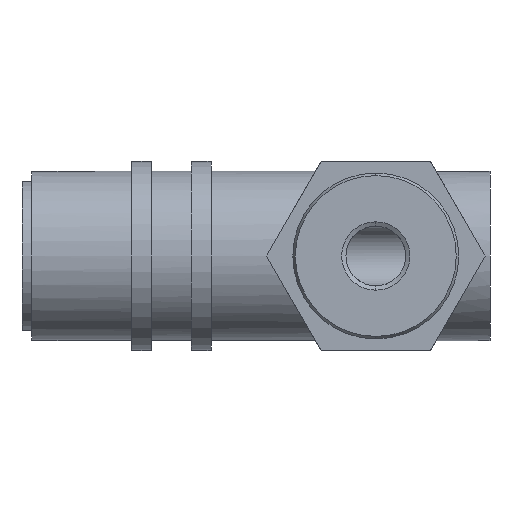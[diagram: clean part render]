
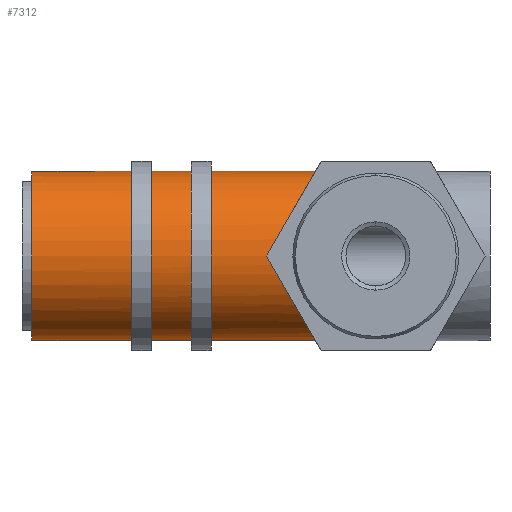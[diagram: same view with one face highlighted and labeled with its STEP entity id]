
A CAD part, front view. The second image highlights one B-rep face of the part: STEP entity #7312.
In plain terms, the highlighted cylindrical face has radius 8.5 mm (diameter 17 mm), a partial arc.
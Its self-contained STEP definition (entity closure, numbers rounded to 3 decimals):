
#10 = CIRCLE ( 'NONE', #1144, 8.5 ) ;
#176 = VERTEX_POINT ( 'NONE', #3225 ) ;
#250 = EDGE_CURVE ( 'NONE', #8509, #5181, #6849, .T. ) ;
#740 = CARTESIAN_POINT ( 'NONE',  ( 1., 0., 8.5 ) ) ;
#921 = DIRECTION ( 'NONE',  ( -1., 0., 0. ) ) ;
#923 = EDGE_CURVE ( 'NONE', #176, #8509, #5445, .T. ) ;
#1144 = AXIS2_PLACEMENT_3D ( 'NONE', #8310, #921, #2287 ) ;
#1380 = ORIENTED_EDGE ( 'NONE', *, *, #250, .T. ) ;
#1398 = VERTEX_POINT ( 'NONE', #6127 ) ;
#1406 = EDGE_CURVE ( 'NONE', #7962, #176, #7233, .T. ) ;
#1632 = FACE_OUTER_BOUND ( 'NONE', #6369, .T. ) ;
#1763 = CARTESIAN_POINT ( 'NONE',  ( 0., 0., 0. ) ) ;
#1805 = DIRECTION ( 'NONE',  ( -1., 0., 0. ) ) ;
#2287 = DIRECTION ( 'NONE',  ( 0., 0., 1. ) ) ;
#2354 = ORIENTED_EDGE ( 'NONE', *, *, #923, .T. ) ;
#2425 = CYLINDRICAL_SURFACE ( 'NONE', #7523, 8.5 ) ;
#2778 = CARTESIAN_POINT ( 'NONE',  ( 29.468, -4.979, -8.5 ) ) ;
#3015 = ORIENTED_EDGE ( 'NONE', *, *, #5096, .F. ) ;
#3049 = CARTESIAN_POINT ( 'NONE',  ( 29.468, 0., -8.5 ) ) ;
#3128 = CARTESIAN_POINT ( 'NONE',  ( 29.468, 0., 8.5 ) ) ;
#3225 = CARTESIAN_POINT ( 'NONE',  ( 24.561, -8.5, 0. ) ) ;
#3244 = CARTESIAN_POINT ( 'NONE',  ( 29.468, -4.979, 8.5 ) ) ;
#3494 = CARTESIAN_POINT ( 'NONE',  ( 0., 0., 8.5 ) ) ;
#3781 = DIRECTION ( 'NONE',  ( 0., 0., 1. ) ) ;
#4585 = CARTESIAN_POINT ( 'NONE',  ( 24.561, -8.5, 0. ) ) ;
#4711 = CARTESIAN_POINT ( 'NONE',  ( 29.468, 0., -8.5 ) ) ;
#5096 = EDGE_CURVE ( 'NONE', #1398, #5181, #10, .T. ) ;
#5103 = CARTESIAN_POINT ( 'NONE',  ( 29.468, 0., 8.5 ) ) ;
#5181 = VERTEX_POINT ( 'NONE', #740 ) ;
#5202 = CARTESIAN_POINT ( 'NONE',  ( 27.435, -8.5, 4.979 ) ) ;
#5445 =( BOUNDED_CURVE ( )  B_SPLINE_CURVE ( 3, ( #5825, #5202, #3244, #3128 ),
 .UNSPECIFIED., .F., .T. ) 
 B_SPLINE_CURVE_WITH_KNOTS ( ( 4, 4 ),
 ( 1.571, 3.142 ),
 .UNSPECIFIED. ) 
 CURVE ( )  GEOMETRIC_REPRESENTATION_ITEM ( )  RATIONAL_B_SPLINE_CURVE ( ( 1., 0.805, 0.805, 1. ) ) 
 REPRESENTATION_ITEM ( '' )  );
#5471 = CARTESIAN_POINT ( 'NONE',  ( 27.435, -8.5, -4.979 ) ) ;
#5550 = VECTOR ( 'NONE', #7460, 1000. ) ;
#5825 = CARTESIAN_POINT ( 'NONE',  ( 24.561, -8.5, 0. ) ) ;
#6127 = CARTESIAN_POINT ( 'NONE',  ( 1., 0., -8.5 ) ) ;
#6369 = EDGE_LOOP ( 'NONE', ( #6875, #7116, #2354, #1380, #3015 ) ) ;
#6554 = VECTOR ( 'NONE', #7028, 1000. ) ;
#6849 = LINE ( 'NONE', #3494, #5550 ) ;
#6875 = ORIENTED_EDGE ( 'NONE', *, *, #8606, .F. ) ;
#7028 = DIRECTION ( 'NONE',  ( -1., 0., 0. ) ) ;
#7116 = ORIENTED_EDGE ( 'NONE', *, *, #1406, .T. ) ;
#7233 =( BOUNDED_CURVE ( )  B_SPLINE_CURVE ( 3, ( #4711, #2778, #5471, #4585 ),
 .UNSPECIFIED., .F., .T. ) 
 B_SPLINE_CURVE_WITH_KNOTS ( ( 4, 4 ),
 ( 3.142, 4.712 ),
 .UNSPECIFIED. ) 
 CURVE ( )  GEOMETRIC_REPRESENTATION_ITEM ( )  RATIONAL_B_SPLINE_CURVE ( ( 1., 0.805, 0.805, 1. ) ) 
 REPRESENTATION_ITEM ( '' )  );
#7312 = ADVANCED_FACE ( 'NONE', ( #1632 ), #2425, .T. ) ;
#7460 = DIRECTION ( 'NONE',  ( -1., 0., 0. ) ) ;
#7523 = AXIS2_PLACEMENT_3D ( 'NONE', #1763, #1805, #3781 ) ;
#7732 = CARTESIAN_POINT ( 'NONE',  ( 0., 0., -8.5 ) ) ;
#7962 = VERTEX_POINT ( 'NONE', #3049 ) ;
#8310 = CARTESIAN_POINT ( 'NONE',  ( 1., 0., 0. ) ) ;
#8344 = LINE ( 'NONE', #7732, #6554 ) ;
#8509 = VERTEX_POINT ( 'NONE', #5103 ) ;
#8606 = EDGE_CURVE ( 'NONE', #7962, #1398, #8344, .T. ) ;
